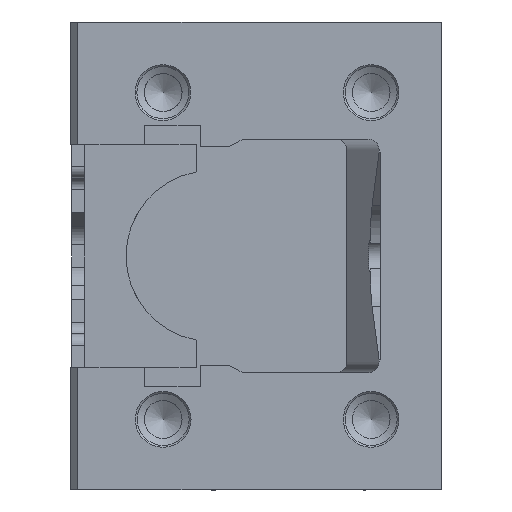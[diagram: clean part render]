
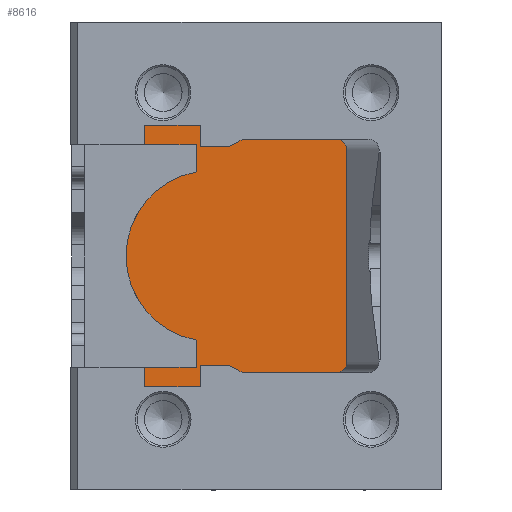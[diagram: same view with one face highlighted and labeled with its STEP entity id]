
A CAD part, left-side view. The second image highlights one B-rep face of the part: STEP entity #8616.
In plain terms, the highlighted planar face has unit normal (-1, 0, 0).
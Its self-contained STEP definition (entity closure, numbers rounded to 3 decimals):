
#16 = VERTEX_POINT ( 'NONE', #2479 ) ;
#87 = CIRCLE ( 'NONE', #9043, 5. ) ;
#244 = CARTESIAN_POINT ( 'NONE',  ( 284., 83.5, -30. ) ) ;
#268 = EDGE_CURVE ( 'NONE', #9192, #9565, #2711, .T. ) ;
#321 = AXIS2_PLACEMENT_3D ( 'NONE', #1381, #6728, #630 ) ;
#327 = ORIENTED_EDGE ( 'NONE', *, *, #8679, .F. ) ;
#331 = VERTEX_POINT ( 'NONE', #584 ) ;
#439 = VERTEX_POINT ( 'NONE', #3691 ) ;
#584 = CARTESIAN_POINT ( 'NONE',  ( 284., 99.5, 30. ) ) ;
#592 = ORIENTED_EDGE ( 'NONE', *, *, #2829, .F. ) ;
#630 = DIRECTION ( 'NONE',  ( 0., 0., -1. ) ) ;
#635 = CARTESIAN_POINT ( 'NONE',  ( 284., 83.5, -100. ) ) ;
#747 = LINE ( 'NONE', #3551, #4866 ) ;
#758 = CARTESIAN_POINT ( 'NONE',  ( 284., 27.5, 57. ) ) ;
#766 = CARTESIAN_POINT ( 'NONE',  ( 284., 55.763, -31.5 ) ) ;
#799 = LINE ( 'NONE', #4753, #4625 ) ;
#840 = ORIENTED_EDGE ( 'NONE', *, *, #2973, .F. ) ;
#935 = EDGE_CURVE ( 'NONE', #16, #4390, #8755, .T. ) ;
#950 = ORIENTED_EDGE ( 'NONE', *, *, #3540, .T. ) ;
#1021 = CARTESIAN_POINT ( 'NONE',  ( 284., 68.5, -100. ) ) ;
#1031 = CARTESIAN_POINT ( 'NONE',  ( 284., 60.567, -29.5 ) ) ;
#1064 = LINE ( 'NONE', #3409, #3907 ) ;
#1081 = VERTEX_POINT ( 'NONE', #5227 ) ;
#1087 = PLANE ( 'NONE',  #3655 ) ;
#1123 = DIRECTION ( 'NONE',  ( -1., 0., 0. ) ) ;
#1230 = VECTOR ( 'NONE', #6395, 1000. ) ;
#1231 = ORIENTED_EDGE ( 'NONE', *, *, #3371, .T. ) ;
#1339 = DIRECTION ( 'NONE',  ( 0., -1., 0. ) ) ;
#1381 = CARTESIAN_POINT ( 'NONE',  ( 284., 55.763, 26.5 ) ) ;
#1408 = CARTESIAN_POINT ( 'NONE',  ( 284., 58.263, 30.83 ) ) ;
#1415 = DIRECTION ( 'NONE',  ( 0., 0., 1. ) ) ;
#1535 = CARTESIAN_POINT ( 'NONE',  ( 284., 107., -35.25 ) ) ;
#1547 = LINE ( 'NONE', #2950, #7180 ) ;
#1610 = VECTOR ( 'NONE', #3669, 1000. ) ;
#1631 = CARTESIAN_POINT ( 'NONE',  ( 284., 55.763, 31.5 ) ) ;
#1761 = CARTESIAN_POINT ( 'NONE',  ( 284., 68.5, -35.25 ) ) ;
#1825 = CARTESIAN_POINT ( 'NONE',  ( 284., 55.763, -26.5 ) ) ;
#1826 = CARTESIAN_POINT ( 'NONE',  ( 284., 27.5, 31.5 ) ) ;
#1864 = EDGE_LOOP ( 'NONE', ( #840, #4090, #7840, #327, #592, #950, #5293, #7506, #8384, #6238, #3147, #1231, #8109, #3909, #5026, #9939, #3051, #2910 ) ) ;
#2081 = LINE ( 'NONE', #1021, #7129 ) ;
#2204 = FACE_OUTER_BOUND ( 'NONE', #1864, .T. ) ;
#2238 = CARTESIAN_POINT ( 'NONE',  ( 284., 68.5, -29.5 ) ) ;
#2296 = VERTEX_POINT ( 'NONE', #5743 ) ;
#2312 = LINE ( 'NONE', #9682, #5905 ) ;
#2343 = VECTOR ( 'NONE', #7504, 1000. ) ;
#2454 = VERTEX_POINT ( 'NONE', #766 ) ;
#2479 = CARTESIAN_POINT ( 'NONE',  ( 284., 83.5, 30. ) ) ;
#2573 = DIRECTION ( 'NONE',  ( 0., -1., 0. ) ) ;
#2711 = LINE ( 'NONE', #8894, #9300 ) ;
#2719 = LINE ( 'NONE', #758, #2343 ) ;
#2829 = EDGE_CURVE ( 'NONE', #6430, #5648, #4556, .T. ) ;
#2910 = ORIENTED_EDGE ( 'NONE', *, *, #8010, .F. ) ;
#2950 = CARTESIAN_POINT ( 'NONE',  ( 284., 107., 30. ) ) ;
#2955 = DIRECTION ( 'NONE',  ( 0., 0., 1. ) ) ;
#2973 = EDGE_CURVE ( 'NONE', #7579, #2296, #3460, .T. ) ;
#3051 = ORIENTED_EDGE ( 'NONE', *, *, #5775, .F. ) ;
#3057 = LINE ( 'NONE', #3411, #5806 ) ;
#3079 = VERTEX_POINT ( 'NONE', #7630 ) ;
#3147 = ORIENTED_EDGE ( 'NONE', *, *, #7978, .T. ) ;
#3318 = CARTESIAN_POINT ( 'NONE',  ( 284., 0., 0. ) ) ;
#3340 = VECTOR ( 'NONE', #8471, 1000. ) ;
#3371 = EDGE_CURVE ( 'NONE', #7919, #8834, #747, .T. ) ;
#3409 = CARTESIAN_POINT ( 'NONE',  ( 284., 55.763, -31.5 ) ) ;
#3411 = CARTESIAN_POINT ( 'NONE',  ( 284., 68.5, -100. ) ) ;
#3460 = LINE ( 'NONE', #6968, #3340 ) ;
#3504 = DIRECTION ( 'NONE',  ( 0., 1., 0. ) ) ;
#3540 = EDGE_CURVE ( 'NONE', #6430, #7922, #7462, .T. ) ;
#3551 = CARTESIAN_POINT ( 'NONE',  ( 284., 63.737, 27.67 ) ) ;
#3590 = CARTESIAN_POINT ( 'NONE',  ( 284., 83.5, -35.25 ) ) ;
#3653 = LINE ( 'NONE', #1535, #7472 ) ;
#3655 = AXIS2_PLACEMENT_3D ( 'NONE', #3318, #1123, #8833 ) ;
#3669 = DIRECTION ( 'NONE',  ( 0., -0.866, -0.5 ) ) ;
#3691 = CARTESIAN_POINT ( 'NONE',  ( 284., 68.5, 29.5 ) ) ;
#3907 = VECTOR ( 'NONE', #2573, 1000. ) ;
#3909 = ORIENTED_EDGE ( 'NONE', *, *, #8542, .F. ) ;
#4011 = EDGE_CURVE ( 'NONE', #439, #8834, #2312, .T. ) ;
#4090 = ORIENTED_EDGE ( 'NONE', *, *, #6427, .F. ) ;
#4171 = DIRECTION ( 'NONE',  ( 0., 0., -1. ) ) ;
#4390 = VERTEX_POINT ( 'NONE', #9765 ) ;
#4477 = DIRECTION ( 'NONE',  ( 0., -1., 0. ) ) ;
#4556 = LINE ( 'NONE', #4713, #1230 ) ;
#4625 = VECTOR ( 'NONE', #6303, 1000. ) ;
#4713 = CARTESIAN_POINT ( 'NONE',  ( 284., 107., -29.5 ) ) ;
#4753 = CARTESIAN_POINT ( 'NONE',  ( 284., 107., 35.25 ) ) ;
#4866 = VECTOR ( 'NONE', #5164, 1000. ) ;
#4907 = DIRECTION ( 'NONE',  ( 0., 0., 1. ) ) ;
#4930 = VECTOR ( 'NONE', #1415, 1000. ) ;
#5026 = ORIENTED_EDGE ( 'NONE', *, *, #6635, .F. ) ;
#5164 = DIRECTION ( 'NONE',  ( 0., 0.866, -0.5 ) ) ;
#5227 = CARTESIAN_POINT ( 'NONE',  ( 284., 68.5, 35.25 ) ) ;
#5293 = ORIENTED_EDGE ( 'NONE', *, *, #7605, .T. ) ;
#5648 = VERTEX_POINT ( 'NONE', #2238 ) ;
#5743 = CARTESIAN_POINT ( 'NONE',  ( 284., 99.5, -30. ) ) ;
#5775 = EDGE_CURVE ( 'NONE', #331, #16, #1547, .T. ) ;
#5806 = VECTOR ( 'NONE', #4171, 1000. ) ;
#5905 = VECTOR ( 'NONE', #1339, 1000. ) ;
#6068 = LINE ( 'NONE', #7484, #7373 ) ;
#6238 = ORIENTED_EDGE ( 'NONE', *, *, #268, .T. ) ;
#6303 = DIRECTION ( 'NONE',  ( 0., -1., 0. ) ) ;
#6329 = CIRCLE ( 'NONE', #321, 5. ) ;
#6395 = DIRECTION ( 'NONE',  ( 0., 1., 0. ) ) ;
#6427 = EDGE_CURVE ( 'NONE', #7833, #7579, #8115, .T. ) ;
#6430 = VERTEX_POINT ( 'NONE', #1031 ) ;
#6595 = EDGE_CURVE ( 'NONE', #2454, #3079, #1064, .T. ) ;
#6635 = EDGE_CURVE ( 'NONE', #4390, #1081, #799, .T. ) ;
#6719 = EDGE_CURVE ( 'NONE', #9192, #3079, #2719, .T. ) ;
#6728 = DIRECTION ( 'NONE',  ( -1., 0., 0. ) ) ;
#6968 = CARTESIAN_POINT ( 'NONE',  ( 284., 107., -30. ) ) ;
#7129 = VECTOR ( 'NONE', #8600, 1000. ) ;
#7180 = VECTOR ( 'NONE', #4477, 1000. ) ;
#7243 = DIRECTION ( 'NONE',  ( -1., 0., 0. ) ) ;
#7373 = VECTOR ( 'NONE', #2955, 1000. ) ;
#7462 = LINE ( 'NONE', #9869, #1610 ) ;
#7472 = VECTOR ( 'NONE', #8529, 1000. ) ;
#7484 = CARTESIAN_POINT ( 'NONE',  ( 284., 99.5, 57. ) ) ;
#7504 = DIRECTION ( 'NONE',  ( 0., 0., -1. ) ) ;
#7506 = ORIENTED_EDGE ( 'NONE', *, *, #6595, .T. ) ;
#7525 = VERTEX_POINT ( 'NONE', #1761 ) ;
#7579 = VERTEX_POINT ( 'NONE', #244 ) ;
#7605 = EDGE_CURVE ( 'NONE', #7922, #2454, #87, .T. ) ;
#7612 = VECTOR ( 'NONE', #4907, 1000. ) ;
#7630 = CARTESIAN_POINT ( 'NONE',  ( 284., 27.5, -31.5 ) ) ;
#7833 = VERTEX_POINT ( 'NONE', #3590 ) ;
#7840 = ORIENTED_EDGE ( 'NONE', *, *, #8441, .F. ) ;
#7919 = VERTEX_POINT ( 'NONE', #1408 ) ;
#7922 = VERTEX_POINT ( 'NONE', #9013 ) ;
#7978 = EDGE_CURVE ( 'NONE', #9565, #7919, #6329, .T. ) ;
#8010 = EDGE_CURVE ( 'NONE', #2296, #331, #6068, .T. ) ;
#8109 = ORIENTED_EDGE ( 'NONE', *, *, #4011, .F. ) ;
#8115 = LINE ( 'NONE', #9590, #7612 ) ;
#8384 = ORIENTED_EDGE ( 'NONE', *, *, #6719, .F. ) ;
#8441 = EDGE_CURVE ( 'NONE', #7525, #7833, #3653, .T. ) ;
#8471 = DIRECTION ( 'NONE',  ( 0., 1., 0. ) ) ;
#8529 = DIRECTION ( 'NONE',  ( 0., 1., 0. ) ) ;
#8542 = EDGE_CURVE ( 'NONE', #1081, #439, #2081, .T. ) ;
#8600 = DIRECTION ( 'NONE',  ( 0., 0., -1. ) ) ;
#8616 = ADVANCED_FACE ( 'NONE', ( #2204 ), #1087, .T. ) ;
#8679 = EDGE_CURVE ( 'NONE', #5648, #7525, #3057, .T. ) ;
#8755 = LINE ( 'NONE', #635, #4930 ) ;
#8833 = DIRECTION ( 'NONE',  ( 0., 0., 1. ) ) ;
#8834 = VERTEX_POINT ( 'NONE', #9739 ) ;
#8894 = CARTESIAN_POINT ( 'NONE',  ( 284., 55.763, 31.5 ) ) ;
#9013 = CARTESIAN_POINT ( 'NONE',  ( 284., 58.263, -30.83 ) ) ;
#9043 = AXIS2_PLACEMENT_3D ( 'NONE', #1825, #7243, #9533 ) ;
#9192 = VERTEX_POINT ( 'NONE', #1826 ) ;
#9300 = VECTOR ( 'NONE', #3504, 1000. ) ;
#9533 = DIRECTION ( 'NONE',  ( 0., 0., -1. ) ) ;
#9565 = VERTEX_POINT ( 'NONE', #1631 ) ;
#9590 = CARTESIAN_POINT ( 'NONE',  ( 284., 83.5, -100. ) ) ;
#9682 = CARTESIAN_POINT ( 'NONE',  ( 284., 107., 29.5 ) ) ;
#9739 = CARTESIAN_POINT ( 'NONE',  ( 284., 60.567, 29.5 ) ) ;
#9765 = CARTESIAN_POINT ( 'NONE',  ( 284., 83.5, 35.25 ) ) ;
#9869 = CARTESIAN_POINT ( 'NONE',  ( 284., 63.737, -27.67 ) ) ;
#9939 = ORIENTED_EDGE ( 'NONE', *, *, #935, .F. ) ;
